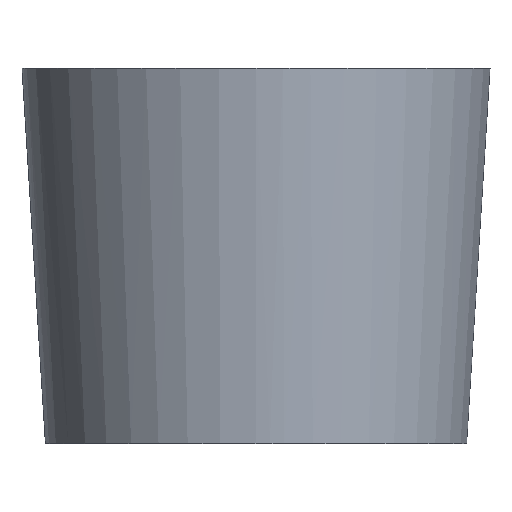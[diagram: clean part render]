
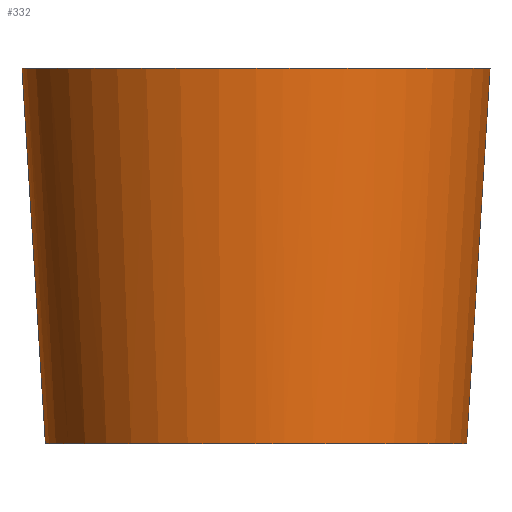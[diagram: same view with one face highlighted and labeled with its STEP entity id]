
A CAD part, left-side view. The second image highlights one B-rep face of the part: STEP entity #332.
In plain terms, the highlighted free-form (B-spline) face has degree [2, 1] with [5, 2] control points.
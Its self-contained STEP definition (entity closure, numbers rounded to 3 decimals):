
#234=CARTESIAN_POINT('',(-0.352,4.474,-0.2));
#235=CARTESIAN_POINT('',(-4.826,4.122,-0.2));
#236=CARTESIAN_POINT('',(-4.474,-0.352,-0.2));
#237=CARTESIAN_POINT('',(-4.122,-4.826,-0.2));
#238=CARTESIAN_POINT('',(0.352,-4.474,-0.2));
#239=CARTESIAN_POINT('',(-0.393,4.997,8.205));
#240=CARTESIAN_POINT('',(-5.391,4.604,8.205));
#241=CARTESIAN_POINT('',(-4.997,-0.393,8.205));
#242=CARTESIAN_POINT('',(-4.604,-5.391,8.205));
#243=CARTESIAN_POINT('',(0.393,-4.997,8.205));
#251=(BOUNDED_SURFACE()B_SPLINE_SURFACE(2,1,((#234,#239),(#235,#240),(#236,#241),(#237,#242),(#238,#243)),.UNSPECIFIED.,.F.,.F.,.U.)B_SPLINE_SURFACE_WITH_KNOTS((3,2,3),(2,2),(0.0,8.305,16.611),(0.0,8.421),.UNSPECIFIED.)GEOMETRIC_REPRESENTATION_ITEM()RATIONAL_B_SPLINE_SURFACE(((1.0,1.0),(0.707,0.707),(1.0,1.0),(0.707,0.707),(1.0,1.0)))REPRESENTATION_ITEM('')SURFACE());
#252=CARTESIAN_POINT('',(-5.0,0.0,8.0));
#253=VERTEX_POINT('',#252);
#254=CARTESIAN_POINT('',(-0.392,4.985,8.));
#255=VERTEX_POINT('',#254);
#256=CARTESIAN_POINT('',(-5.0,0.0,8.0));
#257=CARTESIAN_POINT('',(-5.,4.622,8.0));
#258=CARTESIAN_POINT('',(-0.392,4.985,8.));
#266=(BOUNDED_CURVE()B_SPLINE_CURVE(2,(#256,#257,#258),.UNSPECIFIED.,.F.,.U.)B_SPLINE_CURVE_WITH_KNOTS((3,3),(0.0,0.236),.UNSPECIFIED.)CURVE()GEOMETRIC_REPRESENTATION_ITEM()RATIONAL_B_SPLINE_CURVE((1.0,0.723,0.97))REPRESENTATION_ITEM(''));
#267=EDGE_CURVE('',#253,#255,#266,.T.);
#268=ORIENTED_EDGE('',*,*,#267,.T.);
#269=CARTESIAN_POINT('',(-0.353,4.486,0.));
#270=VERTEX_POINT('',#269);
#271=CARTESIAN_POINT('',(-0.353,4.486,0.));
#272=CARTESIAN_POINT('',(-0.392,4.985,8.));
#273=QUASI_UNIFORM_CURVE('',1,(#271,#272),.UNSPECIFIED.,.F.,.U.);
#274=EDGE_CURVE('',#270,#255,#273,.T.);
#275=ORIENTED_EDGE('',*,*,#274,.F.);
#276=CARTESIAN_POINT('',(-4.5,0.0,0.0));
#277=VERTEX_POINT('',#276);
#278=CARTESIAN_POINT('',(-4.5,0.0,0.0));
#279=CARTESIAN_POINT('',(-4.5,4.16,0.0));
#280=CARTESIAN_POINT('',(-0.353,4.486,0.));
#288=(BOUNDED_CURVE()B_SPLINE_CURVE(2,(#278,#279,#280),.UNSPECIFIED.,.F.,.U.)B_SPLINE_CURVE_WITH_KNOTS((3,3),(0.0,0.236),.UNSPECIFIED.)CURVE()GEOMETRIC_REPRESENTATION_ITEM()RATIONAL_B_SPLINE_CURVE((1.0,0.723,0.97))REPRESENTATION_ITEM(''));
#289=EDGE_CURVE('',#277,#270,#288,.T.);
#290=ORIENTED_EDGE('',*,*,#289,.F.);
#291=CARTESIAN_POINT('',(0.353,-4.486,0.));
#292=VERTEX_POINT('',#291);
#293=CARTESIAN_POINT('',(0.353,-4.486,0.));
#294=CARTESIAN_POINT('',(0.177,-4.5,0.0));
#295=CARTESIAN_POINT('',(0.0,-4.5,0.0));
#296=CARTESIAN_POINT('',(-4.5,-4.5,0.0));
#297=CARTESIAN_POINT('',(-4.5,0.0,0.0));
#305=(BOUNDED_CURVE()B_SPLINE_CURVE(2,(#293,#294,#295,#296,#297),.UNSPECIFIED.,.F.,.U.)B_SPLINE_CURVE_WITH_KNOTS((3,2,3),(0.736,0.75,1.0),.UNSPECIFIED.)CURVE()GEOMETRIC_REPRESENTATION_ITEM()RATIONAL_B_SPLINE_CURVE((0.97,0.984,1.0,0.707,1.0))REPRESENTATION_ITEM(''));
#306=EDGE_CURVE('',#292,#277,#305,.T.);
#307=ORIENTED_EDGE('',*,*,#306,.F.);
#308=CARTESIAN_POINT('',(0.392,-4.985,8.));
#309=VERTEX_POINT('',#308);
#310=CARTESIAN_POINT('',(0.353,-4.486,0.));
#311=CARTESIAN_POINT('',(0.392,-4.985,8.));
#312=QUASI_UNIFORM_CURVE('',1,(#310,#311),.UNSPECIFIED.,.F.,.U.);
#313=EDGE_CURVE('',#292,#309,#312,.T.);
#314=ORIENTED_EDGE('',*,*,#313,.T.);
#315=CARTESIAN_POINT('',(0.392,-4.985,8.));
#316=CARTESIAN_POINT('',(0.196,-5.0,8.0));
#317=CARTESIAN_POINT('',(0.0,-5.0,8.0));
#318=CARTESIAN_POINT('',(-5.,-5.,8.0));
#319=CARTESIAN_POINT('',(-5.0,0.0,8.0));
#327=(BOUNDED_CURVE()B_SPLINE_CURVE(2,(#315,#316,#317,#318,#319),.UNSPECIFIED.,.F.,.U.)B_SPLINE_CURVE_WITH_KNOTS((3,2,3),(0.736,0.75,1.0),.UNSPECIFIED.)CURVE()GEOMETRIC_REPRESENTATION_ITEM()RATIONAL_B_SPLINE_CURVE((0.97,0.984,1.0,0.707,1.0))REPRESENTATION_ITEM(''));
#328=EDGE_CURVE('',#309,#253,#327,.T.);
#329=ORIENTED_EDGE('',*,*,#328,.T.);
#330=EDGE_LOOP('',(#268,#275,#290,#307,#314,#329));
#331=FACE_OUTER_BOUND('',#330,.T.);
#332=ADVANCED_FACE('',(#331),#251,.T.);
